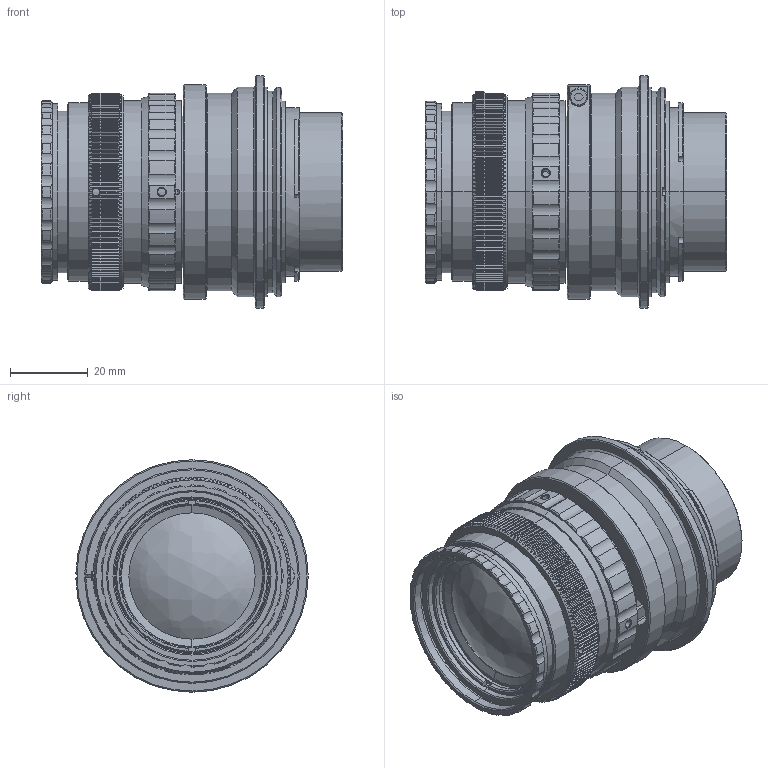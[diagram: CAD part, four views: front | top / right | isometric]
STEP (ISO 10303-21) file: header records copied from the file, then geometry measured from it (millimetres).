
FILE_DESCRIPTION (( 'STEP AP203' ), '1' );
FILE_NAME ('620000.STEP', '2019-10-18T08:18:21', ( '' ), ( '' ), 'SwSTEP 2.0', 'SolidWorks 2016', '' );
FILE_SCHEMA (( 'CONFIG_CONTROL_DESIGN' ));
Length unit declared in the file: millimetre
Products named in the file (2): 620000
Bounding box: 77.81 x 59.99 x 60 mm (x, y, z)
Volume: 87771.2 mm3; surface area: 64561.9 mm2
Topology: 17 solids, 17 shells, 1557 faces, 4281 edges, 2813 vertices
Faces by surface type: cylinder 732, plane 535, cone 280, bspline 10
Entity records: 59878 total; most frequent: CARTESIAN_POINT 21565, ORIENTED_EDGE 8562, DIRECTION 7375, EDGE_CURVE 4281, AXIS2_PLACEMENT_3D 2951, VERTEX_POINT 2813, EDGE_LOOP 1658, ADVANCED_FACE 1557
